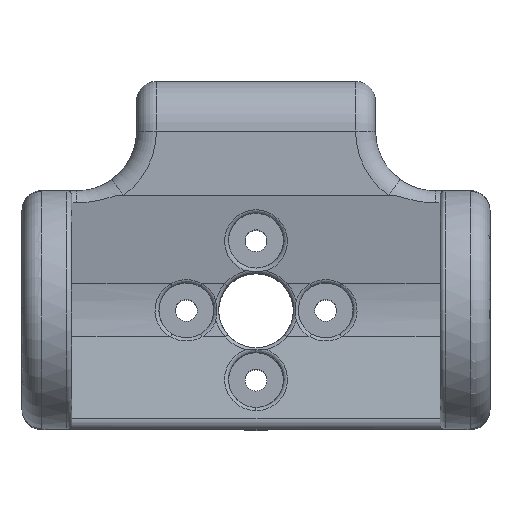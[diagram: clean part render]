
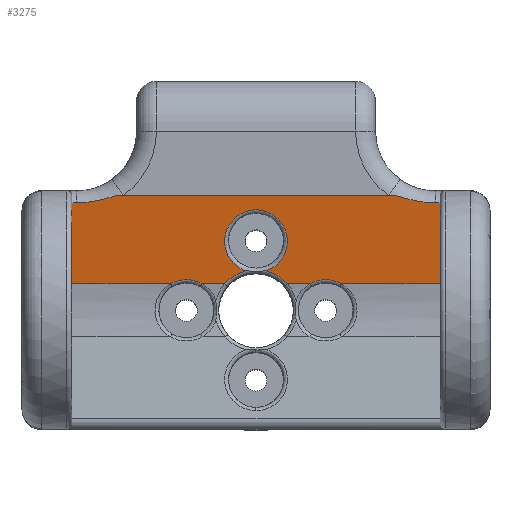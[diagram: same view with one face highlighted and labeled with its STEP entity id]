
A CAD part, top view. The second image highlights one B-rep face of the part: STEP entity #3275.
In plain terms, the highlighted planar face has unit normal (0, -0.168, 0.986).
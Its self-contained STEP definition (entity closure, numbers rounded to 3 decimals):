
#19=ELLIPSE('',#3585,3.195,3.15);
#20=ELLIPSE('',#3586,4.209,4.15);
#21=ELLIPSE('',#3587,4.209,4.15);
#22=ELLIPSE('',#3588,3.195,3.15);
#79=PLANE('',#3584);
#128=LINE('',#5231,#253);
#134=LINE('',#5270,#259);
#150=LINE('',#5420,#275);
#156=LINE('',#5534,#281);
#158=LINE('',#5630,#283);
#159=LINE('',#5633,#284);
#160=LINE('',#5637,#285);
#161=LINE('',#5660,#286);
#162=LINE('',#5663,#287);
#253=VECTOR('',#4037,10.);
#259=VECTOR('',#4075,10.);
#275=VECTOR('',#4149,10.);
#281=VECTOR('',#4203,10.);
#283=VECTOR('',#4251,10.);
#284=VECTOR('',#4254,10.);
#285=VECTOR('',#4257,10.);
#286=VECTOR('',#4262,10.);
#287=VECTOR('',#4265,10.);
#538=FACE_OUTER_BOUND('',#750,.T.);
#750=EDGE_LOOP('',(#2413,#2414,#2415,#2416,#2417,#2418,#2419,#2420,#2421,
#2422,#2423,#2424,#2425,#2426,#2427,#2428));
#1232=B_SPLINE_CURVE_WITH_KNOTS('',3,(#5404,#5405,#5406,#5407,#5408,#5409,
#5410,#5411),.UNSPECIFIED.,.F.,.F.,(4,2,2,4),(1.899,1.901,
2.092,2.282),.UNSPECIFIED.);
#1240=B_SPLINE_CURVE_WITH_KNOTS('',3,(#5525,#5526,#5527,#5528,#5529,#5530,
#5531,#5532),.UNSPECIFIED.,.F.,.F.,(4,2,2,4),(1.141,1.332,
1.522,1.524),.UNSPECIFIED.);
#1246=B_SPLINE_CURVE_WITH_KNOTS('',3,(#5641,#5642,#5643,#5644,#5645,#5646,
#5647,#5648,#5649,#5650,#5651,#5652,#5653,#5654,#5655,#5656),
 .UNSPECIFIED.,.F.,.F.,(4,1,1,1,1,1,1,1,1,1,1,1,1,4),(1.094,
1.132,1.274,1.557,1.698,1.84,
1.887,1.934,2.123,2.264,2.406,
2.689,2.831,2.868),.UNSPECIFIED.);
#1360=VERTEX_POINT('',#5228);
#1361=VERTEX_POINT('',#5230);
#1377=VERTEX_POINT('',#5267);
#1378=VERTEX_POINT('',#5269);
#1405=VERTEX_POINT('',#5402);
#1406=VERTEX_POINT('',#5403);
#1419=VERTEX_POINT('',#5516);
#1421=VERTEX_POINT('',#5523);
#1435=VERTEX_POINT('',#5632);
#1436=VERTEX_POINT('',#5634);
#1437=VERTEX_POINT('',#5636);
#1438=VERTEX_POINT('',#5638);
#1439=VERTEX_POINT('',#5640);
#1440=VERTEX_POINT('',#5657);
#1441=VERTEX_POINT('',#5659);
#1442=VERTEX_POINT('',#5661);
#1690=EDGE_CURVE('',#1361,#1360,#128,.T.);
#1709=EDGE_CURVE('',#1377,#1378,#134,.T.);
#1748=EDGE_CURVE('',#1405,#1406,#1232,.T.);
#1752=EDGE_CURVE('',#1406,#1360,#150,.T.);
#1778=EDGE_CURVE('',#1421,#1419,#1240,.T.);
#1779=EDGE_CURVE('',#1378,#1421,#156,.T.);
#1802=EDGE_CURVE('',#1419,#1405,#158,.T.);
#1803=EDGE_CURVE('',#1435,#1377,#159,.T.);
#1804=EDGE_CURVE('',#1436,#1435,#19,.T.);
#1805=EDGE_CURVE('',#1437,#1436,#160,.T.);
#1806=EDGE_CURVE('',#1438,#1437,#20,.T.);
#1807=EDGE_CURVE('',#1439,#1438,#1246,.T.);
#1808=EDGE_CURVE('',#1440,#1439,#21,.T.);
#1809=EDGE_CURVE('',#1441,#1440,#161,.T.);
#1810=EDGE_CURVE('',#1442,#1441,#22,.T.);
#1811=EDGE_CURVE('',#1361,#1442,#162,.T.);
#2413=ORIENTED_EDGE('',*,*,#1752,.F.);
#2414=ORIENTED_EDGE('',*,*,#1748,.F.);
#2415=ORIENTED_EDGE('',*,*,#1802,.F.);
#2416=ORIENTED_EDGE('',*,*,#1778,.F.);
#2417=ORIENTED_EDGE('',*,*,#1779,.F.);
#2418=ORIENTED_EDGE('',*,*,#1709,.F.);
#2419=ORIENTED_EDGE('',*,*,#1803,.F.);
#2420=ORIENTED_EDGE('',*,*,#1804,.F.);
#2421=ORIENTED_EDGE('',*,*,#1805,.F.);
#2422=ORIENTED_EDGE('',*,*,#1806,.F.);
#2423=ORIENTED_EDGE('',*,*,#1807,.F.);
#2424=ORIENTED_EDGE('',*,*,#1808,.F.);
#2425=ORIENTED_EDGE('',*,*,#1809,.F.);
#2426=ORIENTED_EDGE('',*,*,#1810,.F.);
#2427=ORIENTED_EDGE('',*,*,#1811,.F.);
#2428=ORIENTED_EDGE('',*,*,#1690,.T.);
#3275=ADVANCED_FACE('',(#538),#79,.F.);
#3584=AXIS2_PLACEMENT_3D('',#5631,#4252,#4253);
#3585=AXIS2_PLACEMENT_3D('',#5635,#4255,#4256);
#3586=AXIS2_PLACEMENT_3D('',#5639,#4258,#4259);
#3587=AXIS2_PLACEMENT_3D('',#5658,#4260,#4261);
#3588=AXIS2_PLACEMENT_3D('',#5662,#4263,#4264);
#4037=DIRECTION('',(0.,0.986,0.167));
#4075=DIRECTION('',(0.,0.986,0.167));
#4149=DIRECTION('',(1.,0.,0.));
#4203=DIRECTION('',(1.,0.,0.));
#4251=DIRECTION('',(1.,0.,0.));
#4252=DIRECTION('center_axis',(0.,0.167,-0.986));
#4253=DIRECTION('ref_axis',(0.,0.986,0.167));
#4254=DIRECTION('',(-1.,0.,0.));
#4255=DIRECTION('center_axis',(0.,-0.167,0.986));
#4256=DIRECTION('ref_axis',(0.,0.986,0.167));
#4257=DIRECTION('',(-1.,0.,0.));
#4258=DIRECTION('center_axis',(0.,-0.167,0.986));
#4259=DIRECTION('ref_axis',(0.,0.986,0.167));
#4260=DIRECTION('center_axis',(0.,-0.167,0.986));
#4261=DIRECTION('ref_axis',(0.,0.986,0.167));
#4262=DIRECTION('',(-1.,0.,0.));
#4263=DIRECTION('center_axis',(0.,-0.167,0.986));
#4264=DIRECTION('ref_axis',(0.,0.986,0.167));
#4265=DIRECTION('',(-1.,0.,0.));
#5228=CARTESIAN_POINT('',(-25.,22.796,-13.165));
#5230=CARTESIAN_POINT('',(-25.,14.648,-14.549));
#5231=CARTESIAN_POINT('',(-25.,11.993,-15.));
#5267=CARTESIAN_POINT('',(-62.,14.648,-14.549));
#5269=CARTESIAN_POINT('',(-62.,22.796,-13.165));
#5270=CARTESIAN_POINT('',(-62.,11.993,-15.));
#5402=CARTESIAN_POINT('',(-29.484,23.529,-13.041));
#5403=CARTESIAN_POINT('',(-25.5,22.796,-13.165));
#5404=CARTESIAN_POINT('Ctrl Pts',(-29.484,23.529,-13.041));
#5405=CARTESIAN_POINT('Ctrl Pts',(-29.477,23.526,-13.041));
#5406=CARTESIAN_POINT('Ctrl Pts',(-29.469,23.524,-13.041));
#5407=CARTESIAN_POINT('Ctrl Pts',(-28.857,23.333,-13.074));
#5408=CARTESIAN_POINT('Ctrl Pts',(-28.189,23.128,-13.109));
#5409=CARTESIAN_POINT('Ctrl Pts',(-26.827,22.861,-13.154));
#5410=CARTESIAN_POINT('Ctrl Pts',(-26.135,22.796,-13.165));
#5411=CARTESIAN_POINT('Ctrl Pts',(-25.5,22.796,-13.165));
#5420=CARTESIAN_POINT('',(-52.75,22.796,-13.165));
#5516=CARTESIAN_POINT('',(-57.516,23.529,-13.041));
#5523=CARTESIAN_POINT('',(-61.5,22.796,-13.165));
#5525=CARTESIAN_POINT('Ctrl Pts',(-61.5,22.796,-13.165));
#5526=CARTESIAN_POINT('Ctrl Pts',(-60.865,22.796,-13.165));
#5527=CARTESIAN_POINT('Ctrl Pts',(-60.173,22.861,-13.154));
#5528=CARTESIAN_POINT('Ctrl Pts',(-58.811,23.128,-13.109));
#5529=CARTESIAN_POINT('Ctrl Pts',(-58.143,23.333,-13.074));
#5530=CARTESIAN_POINT('Ctrl Pts',(-57.531,23.524,-13.041));
#5531=CARTESIAN_POINT('Ctrl Pts',(-57.523,23.526,-13.041));
#5532=CARTESIAN_POINT('Ctrl Pts',(-57.516,23.529,-13.041));
#5534=CARTESIAN_POINT('',(-52.75,22.796,-13.165));
#5630=CARTESIAN_POINT('',(-62.,23.529,-13.041));
#5631=CARTESIAN_POINT('Origin',(-62.,11.993,-15.));
#5632=CARTESIAN_POINT('',(-52.097,14.648,-14.549));
#5633=CARTESIAN_POINT('',(-62.,14.648,-14.549));
#5634=CARTESIAN_POINT('',(-48.903,14.648,-14.549));
#5635=CARTESIAN_POINT('Origin',(-50.5,11.933,-15.01));
#5636=CARTESIAN_POINT('',(-46.639,14.648,-14.549));
#5637=CARTESIAN_POINT('',(-62.,14.648,-14.549));
#5638=CARTESIAN_POINT('',(-44.525,15.954,-14.327));
#5639=CARTESIAN_POINT('Origin',(-43.5,11.933,-15.01));
#5640=CARTESIAN_POINT('',(-42.475,15.954,-14.327));
#5641=CARTESIAN_POINT('Ctrl Pts',(-42.479,15.955,-14.327));
#5642=CARTESIAN_POINT('Ctrl Pts',(-42.358,15.996,-14.32));
#5643=CARTESIAN_POINT('Ctrl Pts',(-41.801,16.226,-14.281));
#5644=CARTESIAN_POINT('Ctrl Pts',(-40.555,17.218,-14.112));
#5645=CARTESIAN_POINT('Ctrl Pts',(-40.112,19.22,-13.772));
#5646=CARTESIAN_POINT('Ctrl Pts',(-40.952,20.959,-13.477));
#5647=CARTESIAN_POINT('Ctrl Pts',(-41.83,21.665,-13.357));
#5648=CARTESIAN_POINT('Ctrl Pts',(-42.566,21.953,-13.308));
#5649=CARTESIAN_POINT('Ctrl Pts',(-43.488,22.167,-13.272));
#5650=CARTESIAN_POINT('Ctrl Pts',(-44.8,21.966,-13.306));
#5651=CARTESIAN_POINT('Ctrl Pts',(-46.052,20.953,-13.478));
#5652=CARTESIAN_POINT('Ctrl Pts',(-46.894,19.216,-13.773));
#5653=CARTESIAN_POINT('Ctrl Pts',(-46.44,17.215,-14.113));
#5654=CARTESIAN_POINT('Ctrl Pts',(-45.196,16.224,-14.281));
#5655=CARTESIAN_POINT('Ctrl Pts',(-44.64,15.995,-14.32));
#5656=CARTESIAN_POINT('Ctrl Pts',(-44.522,15.955,-14.327));
#5657=CARTESIAN_POINT('',(-40.361,14.648,-14.549));
#5658=CARTESIAN_POINT('Origin',(-43.5,11.933,-15.01));
#5659=CARTESIAN_POINT('',(-38.097,14.648,-14.549));
#5660=CARTESIAN_POINT('',(-62.,14.648,-14.549));
#5661=CARTESIAN_POINT('',(-34.903,14.648,-14.549));
#5662=CARTESIAN_POINT('Origin',(-36.5,11.933,-15.01));
#5663=CARTESIAN_POINT('',(-62.,14.648,-14.549));
